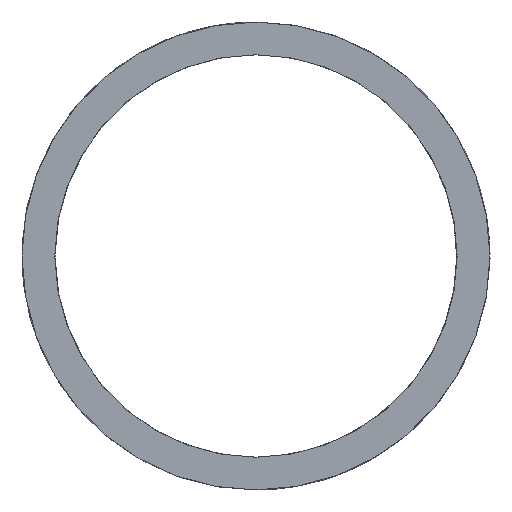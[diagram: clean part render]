
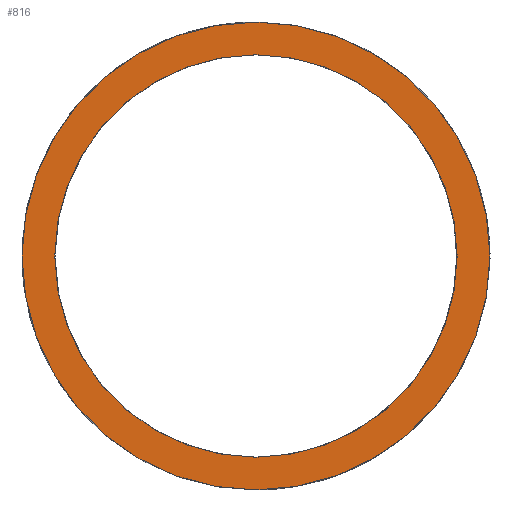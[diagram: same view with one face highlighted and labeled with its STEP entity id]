
A CAD part, front view. The second image highlights one B-rep face of the part: STEP entity #816.
In plain terms, the highlighted planar face has unit normal (0, -1, 0).
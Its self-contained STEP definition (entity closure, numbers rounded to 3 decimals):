
#6 = EDGE_CURVE ( 'NONE', #401, #418, #963, .T. ) ;
#43 = EDGE_CURVE ( 'NONE', #1019, #450, #1057, .T. ) ;
#100 = EDGE_LOOP ( 'NONE', ( #1079, #934 ) ) ;
#108 = CARTESIAN_POINT ( 'NONE',  ( 0., 0., 50. ) ) ;
#119 = CIRCLE ( 'NONE', #534, 43. ) ;
#126 = DIRECTION ( 'NONE',  ( 0., 0., 1. ) ) ;
#173 = DIRECTION ( 'NONE',  ( 0., -1., 0. ) ) ;
#185 = CARTESIAN_POINT ( 'NONE',  ( 0., 0., 0. ) ) ;
#193 = ORIENTED_EDGE ( 'NONE', *, *, #885, .F. ) ;
#207 = AXIS2_PLACEMENT_3D ( 'NONE', #185, #439, #840 ) ;
#285 = CIRCLE ( 'NONE', #207, 50. ) ;
#330 = CARTESIAN_POINT ( 'NONE',  ( 0., 0., 0. ) ) ;
#341 = EDGE_LOOP ( 'NONE', ( #193, #416 ) ) ;
#401 = VERTEX_POINT ( 'NONE', #1199 ) ;
#413 = DIRECTION ( 'NONE',  ( 0., 1., 0. ) ) ;
#416 = ORIENTED_EDGE ( 'NONE', *, *, #43, .F. ) ;
#418 = VERTEX_POINT ( 'NONE', #568 ) ;
#439 = DIRECTION ( 'NONE',  ( 0., 1., 0. ) ) ;
#450 = VERTEX_POINT ( 'NONE', #108 ) ;
#534 = AXIS2_PLACEMENT_3D ( 'NONE', #330, #701, #1067 ) ;
#546 = DIRECTION ( 'NONE',  ( 0., 0., -1. ) ) ;
#568 = CARTESIAN_POINT ( 'NONE',  ( 0., 0., 43. ) ) ;
#620 = DIRECTION ( 'NONE',  ( 0., 0., 1. ) ) ;
#637 = AXIS2_PLACEMENT_3D ( 'NONE', #1131, #858, #126 ) ;
#664 = CARTESIAN_POINT ( 'NONE',  ( -43., 0., 0. ) ) ;
#682 = CARTESIAN_POINT ( 'NONE',  ( 0., 0., -50. ) ) ;
#701 = DIRECTION ( 'NONE',  ( 0., 1., 0. ) ) ;
#758 = EDGE_CURVE ( 'NONE', #418, #401, #119, .T. ) ;
#808 = AXIS2_PLACEMENT_3D ( 'NONE', #987, #413, #620 ) ;
#816 = ADVANCED_FACE ( 'NONE', ( #1086, #1105 ), #940, .T. ) ;
#840 = DIRECTION ( 'NONE',  ( 0., 0., 1. ) ) ;
#858 = DIRECTION ( 'NONE',  ( 0., 1., 0. ) ) ;
#885 = EDGE_CURVE ( 'NONE', #450, #1019, #285, .T. ) ;
#934 = ORIENTED_EDGE ( 'NONE', *, *, #6, .T. ) ;
#940 = PLANE ( 'NONE',  #1023 ) ;
#963 = CIRCLE ( 'NONE', #637, 43. ) ;
#987 = CARTESIAN_POINT ( 'NONE',  ( 0., 0., 0. ) ) ;
#1019 = VERTEX_POINT ( 'NONE', #682 ) ;
#1023 = AXIS2_PLACEMENT_3D ( 'NONE', #664, #173, #546 ) ;
#1057 = CIRCLE ( 'NONE', #808, 50. ) ;
#1067 = DIRECTION ( 'NONE',  ( 0., 0., 1. ) ) ;
#1079 = ORIENTED_EDGE ( 'NONE', *, *, #758, .T. ) ;
#1086 = FACE_BOUND ( 'NONE', #100, .T. ) ;
#1105 = FACE_OUTER_BOUND ( 'NONE', #341, .T. ) ;
#1131 = CARTESIAN_POINT ( 'NONE',  ( 0., 0., 0. ) ) ;
#1199 = CARTESIAN_POINT ( 'NONE',  ( 0., 0., -43. ) ) ;
